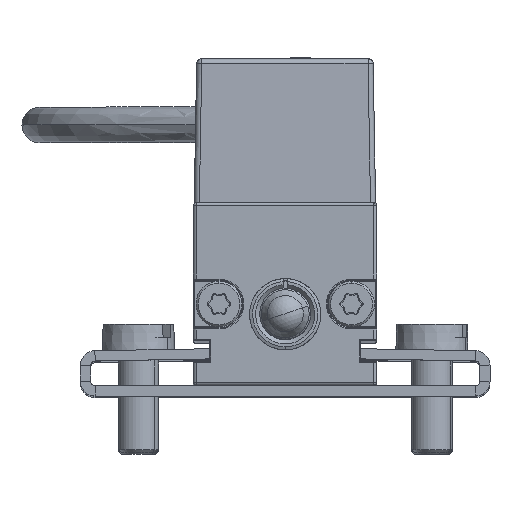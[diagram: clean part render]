
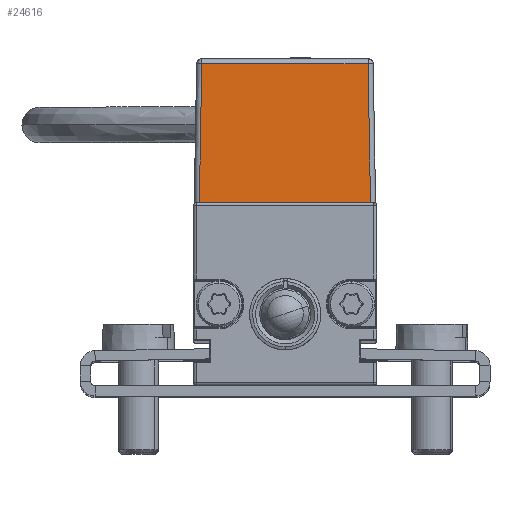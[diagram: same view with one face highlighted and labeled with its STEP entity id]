
A CAD part, top view. The second image highlights one B-rep face of the part: STEP entity #24616.
In plain terms, the highlighted planar face has unit normal (0, 0.018, 1).
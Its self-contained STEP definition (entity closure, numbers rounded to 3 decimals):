
#7689 = AXIS2_PLACEMENT_3D ( 'NONE', #20215, #20216, #20217 ) ;
#12821 = EDGE_CURVE ( 'NONE', #21220, #21251, #32393, .T. ) ;
#12857 = EDGE_CURVE ( 'NONE', #21176, #21220, #25213, .T. ) ;
#12900 = EDGE_CURVE ( 'NONE', #21174, #21176, #25578, .T. ) ;
#12922 = EDGE_CURVE ( 'NONE', #21251, #21174, #25694, .T. ) ;
#18446 = ORIENTED_EDGE ( 'NONE', *, *, #12900, .T. ) ;
#18460 = ORIENTED_EDGE ( 'NONE', *, *, #12821, .T. ) ;
#18472 = ORIENTED_EDGE ( 'NONE', *, *, #12857, .T. ) ;
#18506 = ORIENTED_EDGE ( 'NONE', *, *, #12922, .T. ) ;
#18818 = EDGE_LOOP ( 'NONE', ( #18460, #18506, #18446, #18472 ) ) ;
#20190 = PLANE ( 'NONE',  #7689 ) ;
#20205 = FACE_OUTER_BOUND ( 'NONE', #18818, .T. ) ;
#20215 = CARTESIAN_POINT ( 'NONE',  ( -8.929, 18., 129.184 ) ) ;
#20216 = DIRECTION ( 'NONE',  ( 0., 0.017, 1. ) ) ;
#20217 = DIRECTION ( 'NONE',  ( 0., -1., 0.017 ) ) ;
#21174 = VERTEX_POINT ( 'NONE', #26362 ) ;
#21176 = VERTEX_POINT ( 'NONE', #26364 ) ;
#21220 = VERTEX_POINT ( 'NONE', #26407 ) ;
#21251 = VERTEX_POINT ( 'NONE', #26433 ) ;
#24616 = ADVANCED_FACE ( 'NONE', ( #20205 ), #20190, .T. ) ;
#25213 = LINE ( 'NONE', #25217, #31621 ) ;
#25217 = CARTESIAN_POINT ( 'NONE',  ( -8.929, 18., 129.184 ) ) ;
#25219 = DIRECTION ( 'NONE',  ( 1., 0., 0. ) ) ;
#25578 = LINE ( 'NONE', #25581, #31661 ) ;
#25581 = CARTESIAN_POINT ( 'NONE',  ( -8.426, 17.991, 129.184 ) ) ;
#25583 = DIRECTION ( 'NONE',  ( -0.017, -1., 0.017 ) ) ;
#25694 = LINE ( 'NONE', #25696, #31692 ) ;
#25696 = CARTESIAN_POINT ( 'NONE',  ( -8.929, 31.583, 128.947 ) ) ;
#25709 = DIRECTION ( 'NONE',  ( -1., 0., 0. ) ) ;
#26362 = CARTESIAN_POINT ( 'NONE',  ( -8.189, 31.583, 128.947 ) ) ;
#26364 = CARTESIAN_POINT ( 'NONE',  ( -8.426, 18., 129.184 ) ) ;
#26407 = CARTESIAN_POINT ( 'NONE',  ( 8.366, 18., 129.184 ) ) ;
#26433 = CARTESIAN_POINT ( 'NONE',  ( 8.129, 31.583, 128.947 ) ) ;
#31594 = VECTOR ( 'NONE', #32396, 1000. ) ;
#31621 = VECTOR ( 'NONE', #25219, 1000. ) ;
#31661 = VECTOR ( 'NONE', #25583, 1000. ) ;
#31692 = VECTOR ( 'NONE', #25709, 1000. ) ;
#32393 = LINE ( 'NONE', #32395, #31594 ) ;
#32395 = CARTESIAN_POINT ( 'NONE',  ( 8.36, 18.302, 129.179 ) ) ;
#32396 = DIRECTION ( 'NONE',  ( -0.017, 1., -0.017 ) ) ;
